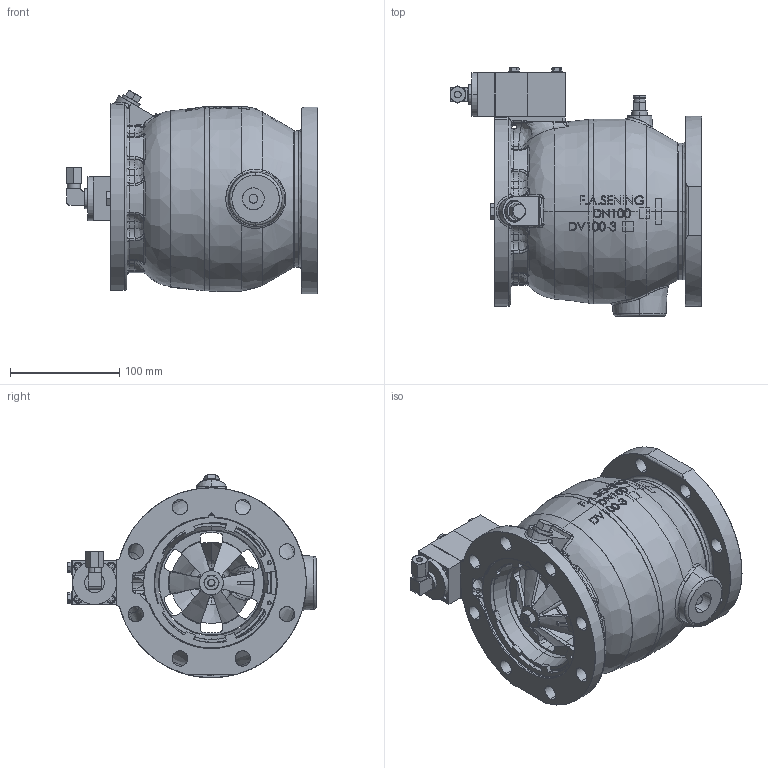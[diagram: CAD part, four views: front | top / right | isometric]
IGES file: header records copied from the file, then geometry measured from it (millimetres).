
Start section: SolidWorks IGES file using analytic representation for surfaces
Global section: file name: DV100-3M_20923.IGS; native system: SolidWorks 2014; preprocessor: SolidWorks 2014; author: LarsenR; date: 150429.145155; units: millimetre
Bounding box: 230.52 x 227.5 x 186.4 mm (x, y, z)
Surface area: 291499.8 mm2 (no closed solid volume)
Topology: 0 solids, 0 shells, 1134 faces, 11709 edges, 11670 vertices
Faces by surface type: bspline 667, revolution 467
